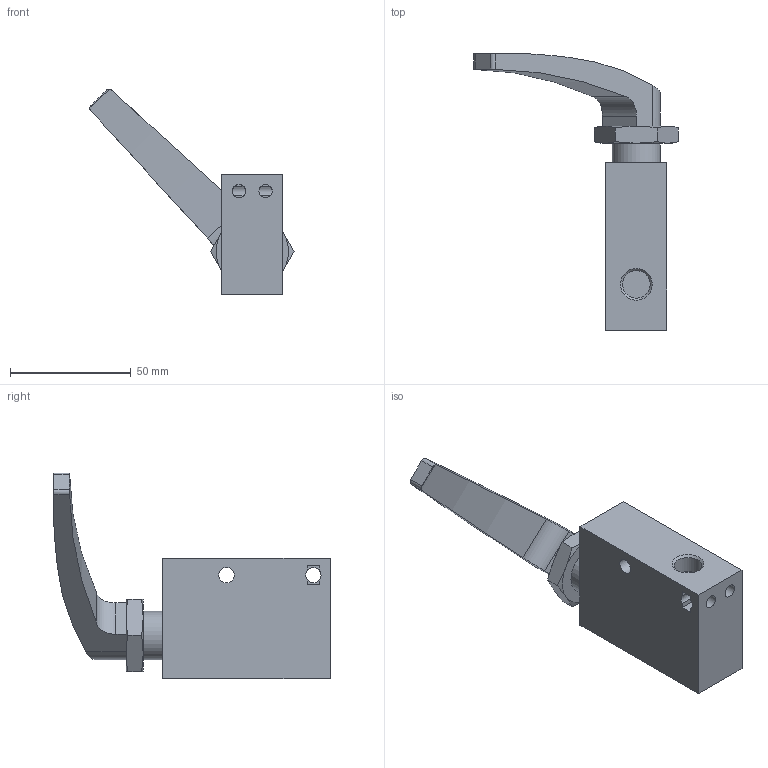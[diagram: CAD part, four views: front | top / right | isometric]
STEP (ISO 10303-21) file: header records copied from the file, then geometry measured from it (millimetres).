
FILE_DESCRIPTION(/* description */ ('STEP AP214'),/* implementation_level */ '2;1');
FILE_NAME(/* name */ '8987_H-3-1_4-B',/* time_stamp */ '2024-08-28T22:54:23+02:00',/* author */ ('License CC BY-ND 4.0'),/* organization */ ('CADENAS'),/* preprocessor_version */ 'ST-DEVELOPER v19.3',/* originating_system */ 'PARTsolutions',/* authorisation */ ' ');
FILE_SCHEMA (('AUTOMOTIVE_DESIGN {1 0 10303 214 3 1 1}'));
Length unit declared in the file: millimetre
Products named in the file (4): 8987 H-3-1/4-B---(-45); 8987 H-3-1/4-B(---0-P1); 200728 Sechskantmutter; 222798 Hebel
Assembly tree (3 placements, depth 2):
  8987 H-3-1/4-B---(-45)
    8987 H-3-1/4-B(---0-P1)
    200728 Sechskantmutter
    222798 Hebel
Bounding box: 84.59 x 114.5 x 85.27 mm (x, y, z)
Volume: 108704 mm3; surface area: 24928.7 mm2
Topology: 3 solids, 3 shells, 99 faces, 245 edges, 157 vertices
Faces by surface type: plane 55, cylinder 25, cone 19
Full cylindrical faces by diameter (mm): 3 x1, 5.5 x2, 6.4 x2, 9 x2, 11.445 x3, 18.376 x1, 20 x1
Entity records: 2954 total; most frequent: CARTESIAN_POINT 626, DIRECTION 452, ORIENTED_EDGE 440, EDGE_CURVE 220, AXIS2_PLACEMENT_3D 172, VERTEX_POINT 151, EDGE_LOOP 133, FACE_BOUND 133
